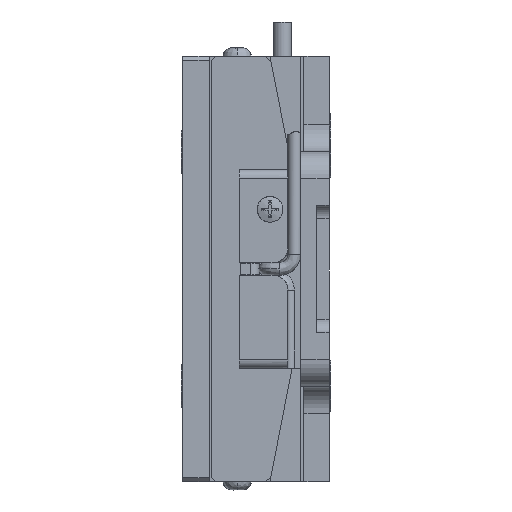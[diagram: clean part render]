
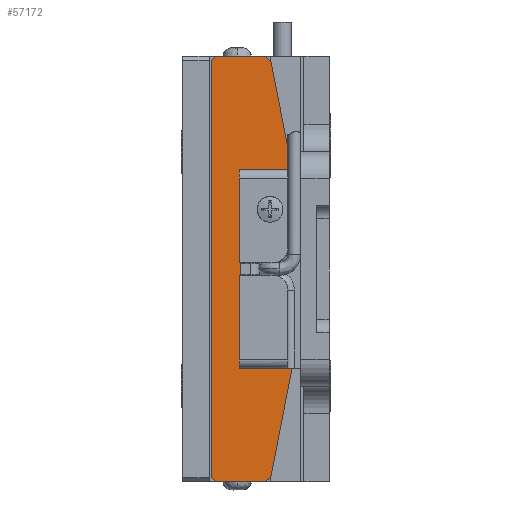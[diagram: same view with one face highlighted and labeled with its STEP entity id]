
A CAD part, left-side view. The second image highlights one B-rep face of the part: STEP entity #57172.
In plain terms, the highlighted face is planar.
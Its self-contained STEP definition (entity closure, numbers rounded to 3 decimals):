
#1260 = VECTOR ( 'NONE', #21260, 1000. ) ;
#2763 = CARTESIAN_POINT ( 'NONE',  ( 49.018, 3.971, 1.5 ) ) ;
#6295 = CARTESIAN_POINT ( 'NONE',  ( 49., -10., 1.5 ) ) ;
#6865 = VERTEX_POINT ( 'NONE', #84806 ) ;
#7151 = VECTOR ( 'NONE', #81184, 1000. ) ;
#7493 = LINE ( 'NONE', #25004, #61066 ) ;
#8865 = VECTOR ( 'NONE', #37323, 1000. ) ;
#10361 = EDGE_CURVE ( 'NONE', #15682, #6865, #51186, .T. ) ;
#11903 = AXIS2_PLACEMENT_3D ( 'NONE', #16272, #37070, #31232 ) ;
#12076 = DIRECTION ( 'NONE',  ( 0.707, -0.707, 0. ) ) ;
#14173 = VECTOR ( 'NONE', #36701, 1000. ) ;
#14246 = CARTESIAN_POINT ( 'NONE',  ( 50., 2.515, 1.5 ) ) ;
#14893 = EDGE_CURVE ( 'NONE', #30690, #15682, #63299, .T. ) ;
#15682 = VERTEX_POINT ( 'NONE', #81986 ) ;
#15910 = CARTESIAN_POINT ( 'NONE',  ( 50., 10., 1.5 ) ) ;
#16272 = CARTESIAN_POINT ( 'NONE',  ( -50., -10., 1.5 ) ) ;
#16528 = CARTESIAN_POINT ( 'NONE',  ( -48.759, 4.021, 1.5 ) ) ;
#16926 = VECTOR ( 'NONE', #21667, 1000. ) ;
#18043 = EDGE_CURVE ( 'Edge1', #44190, #82117, #81612, .T. ) ;
#20858 = EDGE_CURVE ( 'NONE', #44190, #71491, #34016, .T. ) ;
#21026 = DIRECTION ( 'NONE',  ( 0.707, 0.707, 0. ) ) ;
#21260 = DIRECTION ( 'NONE',  ( 0.982, -0.191, 0. ) ) ;
#21667 = DIRECTION ( 'NONE',  ( 0.982, 0.191, 0. ) ) ;
#22494 = LINE ( 'NONE', #67154, #7151 ) ;
#24989 = VECTOR ( 'NONE', #21026, 1000. ) ;
#25004 = CARTESIAN_POINT ( 'NONE',  ( -50., -10., 1.5 ) ) ;
#25233 = EDGE_CURVE ( 'NONE', #6865, #63313, #7493, .T. ) ;
#27803 = EDGE_CURVE ( 'NONE', #43024, #30690, #63662, .T. ) ;
#29849 = ORIENTED_EDGE ( 'NONE', *, *, #10361, .T. ) ;
#30690 = VERTEX_POINT ( 'NONE', #86292 ) ;
#31232 = DIRECTION ( 'NONE',  ( 1., 0., 0. ) ) ;
#31360 = ORIENTED_EDGE ( 'NONE', *, *, #38498, .T. ) ;
#34016 = LINE ( 'NONE', #49862, #1260 ) ;
#34989 = CARTESIAN_POINT ( 'NONE',  ( 18., 10., 1.5 ) ) ;
#35439 = FACE_OUTER_BOUND ( 'NONE', #60755, .T. ) ;
#35717 = VECTOR ( 'NONE', #79719, 1000. ) ;
#36701 = DIRECTION ( 'NONE',  ( 0., -1., 0. ) ) ;
#37070 = DIRECTION ( 'NONE',  ( 0., 0., 1. ) ) ;
#37323 = DIRECTION ( 'NONE',  ( 0., 1., 0. ) ) ;
#37924 = ORIENTED_EDGE ( 'NONE', *, *, #41209, .T. ) ;
#38498 = EDGE_CURVE ( 'NONE', #67280, #56519, #87522, .T. ) ;
#38888 = CARTESIAN_POINT ( 'NONE',  ( -50., 10., 1.5 ) ) ;
#39240 = LINE ( 'NONE', #48431, #24989 ) ;
#41203 = CARTESIAN_POINT ( 'NONE',  ( -18., 10., 1.5 ) ) ;
#41209 = EDGE_CURVE ( 'NONE', #63313, #67280, #39240, .T. ) ;
#41296 = ORIENTED_EDGE ( 'NONE', *, *, #25233, .T. ) ;
#43024 = VERTEX_POINT ( 'NONE', #16528 ) ;
#44190 = VERTEX_POINT ( 'NONE', #34989 ) ;
#44820 = ORIENTED_EDGE ( 'NONE', *, *, #56400, .F. ) ;
#44934 = PLANE ( 'NONE',  #11903 ) ;
#48050 = DIRECTION ( 'NONE',  ( -0.707, -0.707, 0. ) ) ;
#48431 = CARTESIAN_POINT ( 'NONE',  ( -0.5, -59.5, 1.5 ) ) ;
#49862 = CARTESIAN_POINT ( 'NONE',  ( 18., 10., 1.5 ) ) ;
#51186 = LINE ( 'NONE', #68540, #74113 ) ;
#52754 = DIRECTION ( 'NONE',  ( 1., 0., 0. ) ) ;
#56239 = LINE ( 'NONE', #41203, #16926 ) ;
#56400 = EDGE_CURVE ( 'NONE', #43024, #82117, #56239, .T. ) ;
#56519 = VERTEX_POINT ( 'NONE', #14246 ) ;
#57093 = ORIENTED_EDGE ( 'NONE', *, *, #64391, .T. ) ;
#57172 = ADVANCED_FACE ( 'NONE', ( #35439 ), #44934, .T. ) ;
#58752 = ORIENTED_EDGE ( 'NONE', *, *, #14893, .T. ) ;
#59599 = ORIENTED_EDGE ( 'NONE', *, *, #18043, .T. ) ;
#59934 = ORIENTED_EDGE ( 'NONE', *, *, #20858, .F. ) ;
#60124 = ORIENTED_EDGE ( 'NONE', *, *, #27803, .T. ) ;
#60755 = EDGE_LOOP ( 'NONE', ( #41296, #37924, #31360, #57093, #59934, #59599, #44820, #60124, #58752, #29849 ) ) ;
#61066 = VECTOR ( 'NONE', #52754, 1000. ) ;
#63299 = LINE ( 'NONE', #78459, #14173 ) ;
#63313 = VERTEX_POINT ( 'NONE', #6295 ) ;
#63662 = LINE ( 'NONE', #89860, #82248 ) ;
#64391 = EDGE_CURVE ( 'NONE', #56519, #71491, #22494, .T. ) ;
#67154 = CARTESIAN_POINT ( 'NONE',  ( 24.532, 40.273, 1.5 ) ) ;
#67280 = VERTEX_POINT ( 'NONE', #77700 ) ;
#68540 = CARTESIAN_POINT ( 'NONE',  ( -49.5, -9.5, 1.5 ) ) ;
#71491 = VERTEX_POINT ( 'NONE', #2763 ) ;
#74113 = VECTOR ( 'NONE', #12076, 1000. ) ;
#77700 = CARTESIAN_POINT ( 'NONE',  ( 50., -9., 1.5 ) ) ;
#78459 = CARTESIAN_POINT ( 'NONE',  ( -50., 10., 1.5 ) ) ;
#79719 = DIRECTION ( 'NONE',  ( -1., 0., 0. ) ) ;
#81184 = DIRECTION ( 'NONE',  ( -0.559, 0.829, 0. ) ) ;
#81612 = LINE ( 'NONE', #38888, #35717 ) ;
#81986 = CARTESIAN_POINT ( 'NONE',  ( -50., -9., 1.5 ) ) ;
#82117 = VERTEX_POINT ( 'NONE', #83669 ) ;
#82248 = VECTOR ( 'NONE', #48050, 1000. ) ;
#83669 = CARTESIAN_POINT ( 'NONE',  ( -18., 10., 1.5 ) ) ;
#84806 = CARTESIAN_POINT ( 'NONE',  ( -49., -10., 1.5 ) ) ;
#86292 = CARTESIAN_POINT ( 'NONE',  ( -50., 2.78, 1.5 ) ) ;
#87522 = LINE ( 'NONE', #15910, #8865 ) ;
#89860 = CARTESIAN_POINT ( 'NONE',  ( -56.39, -3.61, 1.5 ) ) ;
